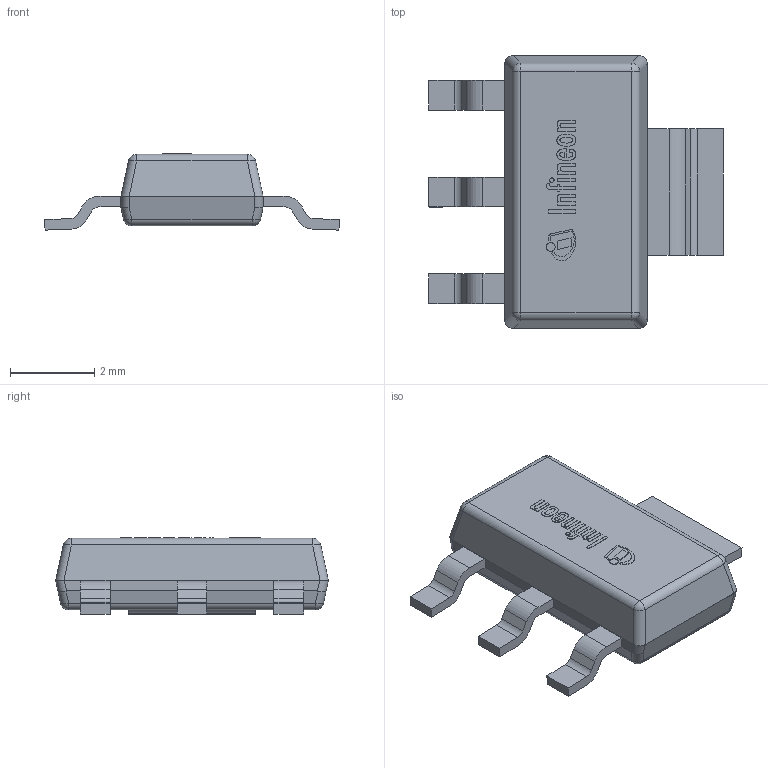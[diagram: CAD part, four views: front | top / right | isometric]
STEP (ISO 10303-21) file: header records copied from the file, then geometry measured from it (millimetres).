
FILE_DESCRIPTION(/* description */ (''),/* implementation_level */ '2;1');
FILE_NAME(/* name */ 'PG-SOT223-4-27_Z8B00239071_V03_3D.stp',/* time_stamp */ '2023-05-26T11:39:32+05:00',/* author */ ('Subramani'),/* organization */ (''),/* preprocessor_version */ 'ST-DEVELOPER v16.13',/* originating_system */ 'AutoCAD Mechanical',/* authorisation */ '');
FILE_SCHEMA (('AUTOMOTIVE_DESIGN { 1 0 10303 214 3 1 1 }'));
Length unit declared in the file: millimetre
Products named in the file (1): Product
Bounding box: 7 x 6.48 x 1.81 mm (x, y, z)
Volume: 36.9 mm3; surface area: 141.4 mm2
Topology: 18 solids, 18 shells, 211 faces, 497 edges, 323 vertices
Faces by surface type: plane 144, cylinder 40, bspline 18, sphere 8, torus 1
Full cylindrical faces by diameter (mm): 0.105 x1, 0.214 x1, 1 x1
Entity records: 6302 total; most frequent: CARTESIAN_POINT 1474, ORIENTED_EDGE 986, DIRECTION 926, EDGE_CURVE 493, LINE 376, VECTOR 376, VERTEX_POINT 323, AXIS2_PLACEMENT_3D 275
